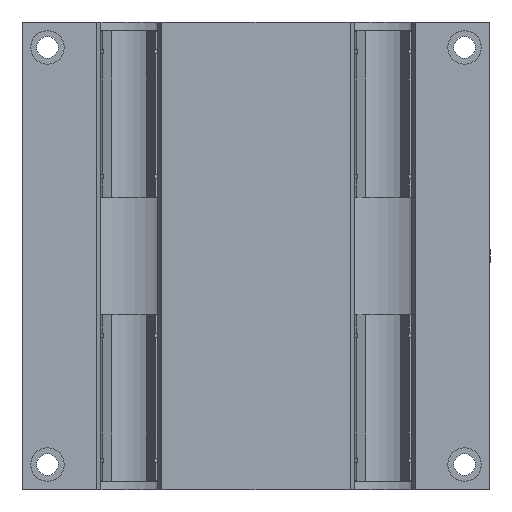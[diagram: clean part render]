
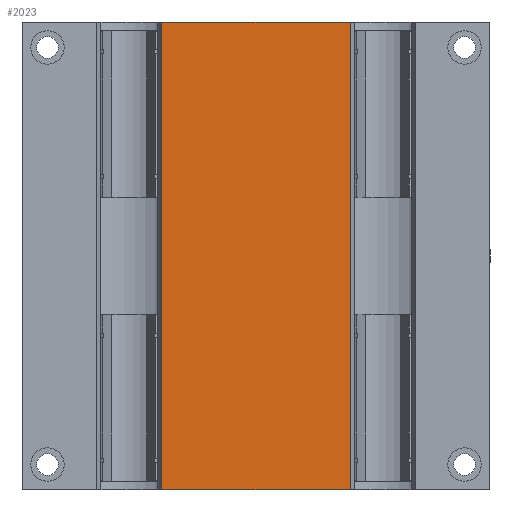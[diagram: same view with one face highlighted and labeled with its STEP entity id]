
A CAD part, front view. The second image highlights one B-rep face of the part: STEP entity #2023.
In plain terms, the highlighted planar face has unit normal (0, -1, 0).
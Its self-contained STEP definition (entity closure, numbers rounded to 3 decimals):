
#170=PLANE('',#2320);
#288=FACE_OUTER_BOUND('',#449,.T.);
#449=EDGE_LOOP('',(#1713,#1714,#1715,#1716));
#577=LINE('',#3652,#710);
#590=LINE('',#3681,#723);
#591=LINE('',#3684,#724);
#592=LINE('',#3685,#725);
#710=VECTOR('',#2844,10.);
#723=VECTOR('',#2871,10.);
#724=VECTOR('',#2874,10.);
#725=VECTOR('',#2875,10.);
#1014=VERTEX_POINT('',#3649);
#1015=VERTEX_POINT('',#3651);
#1024=VERTEX_POINT('',#3679);
#1025=VERTEX_POINT('',#3683);
#1254=EDGE_CURVE('',#1015,#1014,#577,.T.);
#1269=EDGE_CURVE('',#1024,#1014,#590,.T.);
#1270=EDGE_CURVE('',#1024,#1025,#591,.T.);
#1271=EDGE_CURVE('',#1025,#1015,#592,.T.);
#1713=ORIENTED_EDGE('',*,*,#1270,.T.);
#1714=ORIENTED_EDGE('',*,*,#1271,.T.);
#1715=ORIENTED_EDGE('',*,*,#1254,.T.);
#1716=ORIENTED_EDGE('',*,*,#1269,.F.);
#2023=ADVANCED_FACE('',(#288),#170,.T.);
#2320=AXIS2_PLACEMENT_3D('',#3682,#2872,#2873);
#2844=DIRECTION('',(1.,0.,0.));
#2871=DIRECTION('',(0.,0.,-1.));
#2872=DIRECTION('center_axis',(0.,-1.,0.));
#2873=DIRECTION('ref_axis',(0.,0.,-1.));
#2874=DIRECTION('',(-1.,0.,0.));
#2875=DIRECTION('',(0.,0.,-1.));
#3649=CARTESIAN_POINT('',(56.359,-46.5,-140.));
#3651=CARTESIAN_POINT('',(-56.359,-46.5,-140.));
#3652=CARTESIAN_POINT('',(56.359,-46.5,-140.));
#3679=CARTESIAN_POINT('',(56.359,-46.5,140.));
#3681=CARTESIAN_POINT('',(56.359,-46.5,0.));
#3682=CARTESIAN_POINT('Origin',(56.359,-46.5,0.));
#3683=CARTESIAN_POINT('',(-56.359,-46.5,140.));
#3684=CARTESIAN_POINT('',(56.359,-46.5,140.));
#3685=CARTESIAN_POINT('',(-56.359,-46.5,0.));
